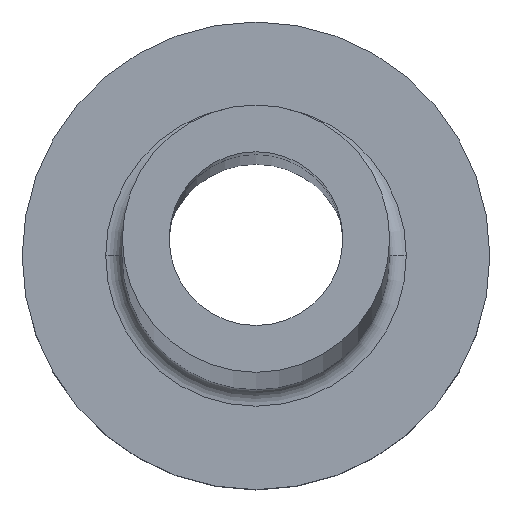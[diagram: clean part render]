
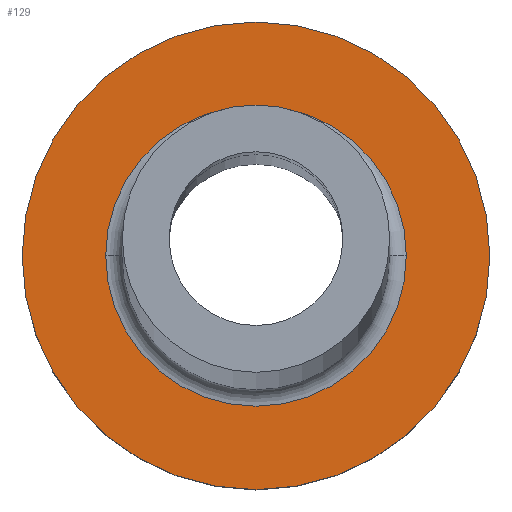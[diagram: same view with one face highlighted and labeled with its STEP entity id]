
A CAD part, top view. The second image highlights one B-rep face of the part: STEP entity #129.
In plain terms, the highlighted planar face has unit normal (0, 0, 1).
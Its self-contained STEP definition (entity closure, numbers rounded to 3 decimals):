
#11 = DIRECTION ( 'NONE',  ( 0., 0., 1. ) ) ;
#14 = CARTESIAN_POINT ( 'NONE',  ( -4.5, 0., 5. ) ) ;
#27 = DIRECTION ( 'NONE',  ( 0., 0., -1. ) ) ;
#28 = CIRCLE ( 'NONE', #308, 7. ) ;
#29 = CARTESIAN_POINT ( 'NONE',  ( 0., 0., 5. ) ) ;
#47 = DIRECTION ( 'NONE',  ( 1., 0., 0. ) ) ;
#76 = ORIENTED_EDGE ( 'NONE', *, *, #81, .T. ) ;
#81 = EDGE_CURVE ( 'NONE', #161, #235, #174, .T. ) ;
#86 = AXIS2_PLACEMENT_3D ( 'NONE', #394, #359, #118 ) ;
#100 = AXIS2_PLACEMENT_3D ( 'NONE', #455, #406, #408 ) ;
#118 = DIRECTION ( 'NONE',  ( 1., 0., 0. ) ) ;
#122 = AXIS2_PLACEMENT_3D ( 'NONE', #208, #27, #205 ) ;
#129 = ADVANCED_FACE ( 'NONE', ( #189, #317 ), #140, .T. ) ;
#133 = DIRECTION ( 'NONE',  ( 1., 0., 0. ) ) ;
#140 = PLANE ( 'NONE',  #420 ) ;
#151 = EDGE_LOOP ( 'NONE', ( #76, #436 ) ) ;
#161 = VERTEX_POINT ( 'NONE', #297 ) ;
#172 = VERTEX_POINT ( 'NONE', #299 ) ;
#174 = CIRCLE ( 'NONE', #86, 7. ) ;
#184 = CIRCLE ( 'NONE', #100, 4.5 ) ;
#189 = FACE_BOUND ( 'NONE', #405, .T. ) ;
#198 = VERTEX_POINT ( 'NONE', #14 ) ;
#205 = DIRECTION ( 'NONE',  ( 1., 0., 0. ) ) ;
#208 = CARTESIAN_POINT ( 'NONE',  ( 0., 0., 5. ) ) ;
#225 = ORIENTED_EDGE ( 'NONE', *, *, #355, .T. ) ;
#235 = VERTEX_POINT ( 'NONE', #335 ) ;
#274 = CARTESIAN_POINT ( 'NONE',  ( 0., 0., 5. ) ) ;
#297 = CARTESIAN_POINT ( 'NONE',  ( -7., 0., 5. ) ) ;
#299 = CARTESIAN_POINT ( 'NONE',  ( 4.5, 0., 5. ) ) ;
#305 = ORIENTED_EDGE ( 'NONE', *, *, #360, .T. ) ;
#308 = AXIS2_PLACEMENT_3D ( 'NONE', #274, #310, #133 ) ;
#310 = DIRECTION ( 'NONE',  ( 0., 0., 1. ) ) ;
#317 = FACE_OUTER_BOUND ( 'NONE', #151, .T. ) ;
#335 = CARTESIAN_POINT ( 'NONE',  ( 7., 0., 5. ) ) ;
#355 = EDGE_CURVE ( 'NONE', #198, #172, #363, .T. ) ;
#359 = DIRECTION ( 'NONE',  ( 0., 0., 1. ) ) ;
#360 = EDGE_CURVE ( 'NONE', #172, #198, #184, .T. ) ;
#363 = CIRCLE ( 'NONE', #122, 4.5 ) ;
#393 = EDGE_CURVE ( 'NONE', #235, #161, #28, .T. ) ;
#394 = CARTESIAN_POINT ( 'NONE',  ( 0., 0., 5. ) ) ;
#405 = EDGE_LOOP ( 'NONE', ( #305, #225 ) ) ;
#406 = DIRECTION ( 'NONE',  ( 0., 0., -1. ) ) ;
#408 = DIRECTION ( 'NONE',  ( 1., 0., 0. ) ) ;
#420 = AXIS2_PLACEMENT_3D ( 'NONE', #29, #11, #47 ) ;
#436 = ORIENTED_EDGE ( 'NONE', *, *, #393, .T. ) ;
#455 = CARTESIAN_POINT ( 'NONE',  ( 0., 0., 5. ) ) ;
